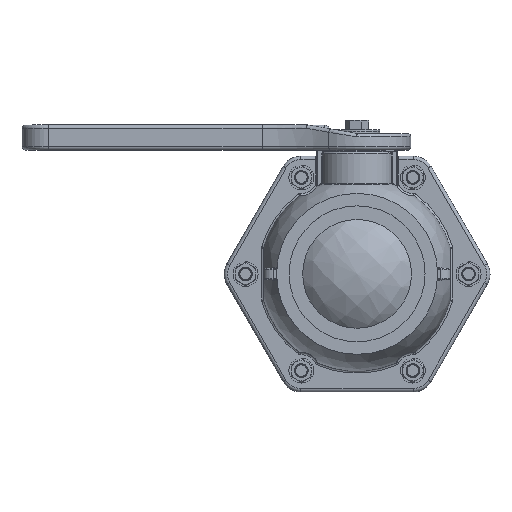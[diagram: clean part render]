
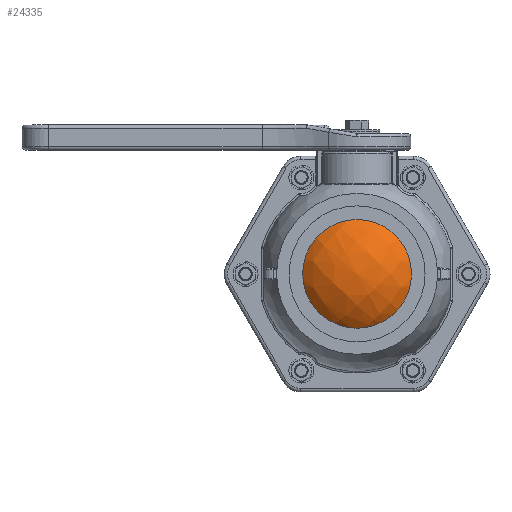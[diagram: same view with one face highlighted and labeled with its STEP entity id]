
A CAD part, top view. The second image highlights one B-rep face of the part: STEP entity #24335.
In plain terms, the highlighted free-form (B-spline) face has degree [2, 2] with [5, 9] control points.
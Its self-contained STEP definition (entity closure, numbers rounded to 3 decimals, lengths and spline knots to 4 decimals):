
#29=(
BOUNDED_SURFACE()
B_SPLINE_SURFACE(2,2,((#58859,#58860,#58861,#58862,#58863,#58864,#58865,
#58866,#58867),(#58868,#58869,#58870,#58871,#58872,#58873,#58874,#58875,
#58876),(#58877,#58878,#58879,#58880,#58881,#58882,#58883,#58884,#58885),
(#58886,#58887,#58888,#58889,#58890,#58891,#58892,#58893,#58894),(#58895,
#58896,#58897,#58898,#58899,#58900,#58901,#58902,#58903)),.UNSPECIFIED.,
 .F.,.T.,.F.)
B_SPLINE_SURFACE_WITH_KNOTS((3,2,3),(3,2,2,2,3),(-0.8086,0.,
0.8086),(0.,1.5708,3.1416,4.7124,
6.2832),.UNSPECIFIED.)
GEOMETRIC_REPRESENTATION_ITEM()
RATIONAL_B_SPLINE_SURFACE(((1.,0.707,1.,0.707,1.,
0.707,1.,0.707,1.),(0.919,0.65,
0.919,0.65,0.919,0.65,
0.919,0.65,0.919),(1.,0.707,
1.,0.707,1.,0.707,1.,0.707,1.),(0.919,
0.65,0.919,0.65,0.919,
0.65,0.919,0.65,0.919),
(1.,0.707,1.,0.707,1.,0.707,1.,0.707,
1.)))
REPRESENTATION_ITEM('')
SURFACE()
);
#486=ELLIPSE('',#26654,2.3555,2.3525);
#943=B_SPLINE_CURVE_WITH_KNOTS('',3,(#58909,#58910,#58911,#58912),
 .UNSPECIFIED.,.F.,.F.,(4,4),(0.0506,1.6851),
 .UNSPECIFIED.);
#944=B_SPLINE_CURVE_WITH_KNOTS('',3,(#58914,#58915,#58916,#58917,#58918,
#58919),.UNSPECIFIED.,.F.,.F.,(4,2,4),(0.0525,1.8621,
3.6717),.UNSPECIFIED.);
#945=B_SPLINE_CURVE_WITH_KNOTS('',3,(#58921,#58922,#58923,#58924),
 .UNSPECIFIED.,.F.,.F.,(4,4),(0.0506,1.6851),
 .UNSPECIFIED.);
#946=B_SPLINE_CURVE_WITH_KNOTS('',3,(#58925,#58926,#58927,#58928,#58929,
#58930),.UNSPECIFIED.,.F.,.F.,(4,2,4),(0.0525,1.8621,
3.6717),.UNSPECIFIED.);
#1566=FACE_BOUND('',#4320,.T.);
#2807=FACE_OUTER_BOUND('',#4319,.T.);
#4319=EDGE_LOOP('',(#19040,#19041,#19042,#19043));
#4320=EDGE_LOOP('',(#19044,#19045,#19046,#19047));
#5859=CIRCLE('',#26650,1.6266);
#5863=CIRCLE('',#26655,1.6266);
#10993=VERTEX_POINT('',#58852);
#10996=VERTEX_POINT('',#58904);
#10997=VERTEX_POINT('',#58907);
#10998=VERTEX_POINT('',#58908);
#10999=VERTEX_POINT('',#58913);
#11000=VERTEX_POINT('',#58920);
#13874=EDGE_CURVE('',#10993,#10993,#5859,.T.);
#13878=EDGE_CURVE('',#10996,#10993,#486,.T.);
#13879=EDGE_CURVE('',#10996,#10996,#5863,.T.);
#13880=EDGE_CURVE('',#10997,#10998,#943,.T.);
#13881=EDGE_CURVE('',#10999,#10997,#944,.T.);
#13882=EDGE_CURVE('',#11000,#10999,#945,.T.);
#13883=EDGE_CURVE('',#10998,#11000,#946,.T.);
#19040=ORIENTED_EDGE('',*,*,#13878,.F.);
#19041=ORIENTED_EDGE('',*,*,#13879,.T.);
#19042=ORIENTED_EDGE('',*,*,#13878,.T.);
#19043=ORIENTED_EDGE('',*,*,#13874,.F.);
#19044=ORIENTED_EDGE('',*,*,#13880,.F.);
#19045=ORIENTED_EDGE('',*,*,#13881,.F.);
#19046=ORIENTED_EDGE('',*,*,#13882,.F.);
#19047=ORIENTED_EDGE('',*,*,#13883,.F.);
#24335=ADVANCED_FACE('',(#2807,#1566),#29,.F.);
#26650=AXIS2_PLACEMENT_3D('',#58853,#30492,#30493);
#26654=AXIS2_PLACEMENT_3D('',#58905,#30500,#30501);
#26655=AXIS2_PLACEMENT_3D('',#58906,#30502,#30503);
#30492=DIRECTION('center_axis',(-1.,0.,0.));
#30493=DIRECTION('ref_axis',(0.,0.,1.));
#30500=DIRECTION('center_axis',(0.,1.,0.));
#30501=DIRECTION('ref_axis',(0.,0.,-1.));
#30502=DIRECTION('center_axis',(-1.,0.,0.));
#30503=DIRECTION('ref_axis',(0.,0.,1.));
#58852=CARTESIAN_POINT('',(-1.7016,0.,-1.6266));
#58853=CARTESIAN_POINT('Origin',(-1.7016,0.,0.));
#58859=CARTESIAN_POINT('Ctrl Pts',(1.7016,0.,-1.6266));
#58860=CARTESIAN_POINT('Ctrl Pts',(1.7016,-1.6266,-1.6266));
#58861=CARTESIAN_POINT('Ctrl Pts',(1.7016,-1.6266,0.));
#58862=CARTESIAN_POINT('Ctrl Pts',(1.7016,-1.6266,1.6266));
#58863=CARTESIAN_POINT('Ctrl Pts',(1.7016,0.,1.6266));
#58864=CARTESIAN_POINT('Ctrl Pts',(1.7016,1.6266,1.6266));
#58865=CARTESIAN_POINT('Ctrl Pts',(1.7016,1.6266,0.));
#58866=CARTESIAN_POINT('Ctrl Pts',(1.7016,1.6266,-1.6266));
#58867=CARTESIAN_POINT('Ctrl Pts',(1.7016,0.,-1.6266));
#58868=CARTESIAN_POINT('Ctrl Pts',(1.0065,0.,-2.3555));
#58869=CARTESIAN_POINT('Ctrl Pts',(1.0065,-2.3555,-2.3555));
#58870=CARTESIAN_POINT('Ctrl Pts',(1.0065,-2.3555,0.));
#58871=CARTESIAN_POINT('Ctrl Pts',(1.0065,-2.3555,2.3555));
#58872=CARTESIAN_POINT('Ctrl Pts',(1.0065,0.,2.3555));
#58873=CARTESIAN_POINT('Ctrl Pts',(1.0065,2.3555,2.3555));
#58874=CARTESIAN_POINT('Ctrl Pts',(1.0065,2.3555,0.));
#58875=CARTESIAN_POINT('Ctrl Pts',(1.0065,2.3555,-2.3555));
#58876=CARTESIAN_POINT('Ctrl Pts',(1.0065,0.,-2.3555));
#58877=CARTESIAN_POINT('Ctrl Pts',(0.,0.,-2.3555));
#58878=CARTESIAN_POINT('Ctrl Pts',(0.,-2.3555,-2.3555));
#58879=CARTESIAN_POINT('Ctrl Pts',(0.,-2.3555,0.));
#58880=CARTESIAN_POINT('Ctrl Pts',(0.,-2.3555,2.3555));
#58881=CARTESIAN_POINT('Ctrl Pts',(0.,0.,2.3555));
#58882=CARTESIAN_POINT('Ctrl Pts',(0.,2.3555,2.3555));
#58883=CARTESIAN_POINT('Ctrl Pts',(0.,2.3555,0.));
#58884=CARTESIAN_POINT('Ctrl Pts',(0.,2.3555,-2.3555));
#58885=CARTESIAN_POINT('Ctrl Pts',(0.,0.,-2.3555));
#58886=CARTESIAN_POINT('Ctrl Pts',(-1.0065,0.,-2.3555));
#58887=CARTESIAN_POINT('Ctrl Pts',(-1.0065,-2.3555,
-2.3555));
#58888=CARTESIAN_POINT('Ctrl Pts',(-1.0065,-2.3555,
0.));
#58889=CARTESIAN_POINT('Ctrl Pts',(-1.0065,-2.3555,
2.3555));
#58890=CARTESIAN_POINT('Ctrl Pts',(-1.0065,0.,2.3555));
#58891=CARTESIAN_POINT('Ctrl Pts',(-1.0065,2.3555,2.3555));
#58892=CARTESIAN_POINT('Ctrl Pts',(-1.0065,2.3555,0.));
#58893=CARTESIAN_POINT('Ctrl Pts',(-1.0065,2.3555,-2.3555));
#58894=CARTESIAN_POINT('Ctrl Pts',(-1.0065,0.,-2.3555));
#58895=CARTESIAN_POINT('Ctrl Pts',(-1.7016,0.,-1.6266));
#58896=CARTESIAN_POINT('Ctrl Pts',(-1.7016,-1.6266,-1.6266));
#58897=CARTESIAN_POINT('Ctrl Pts',(-1.7016,-1.6266,0.));
#58898=CARTESIAN_POINT('Ctrl Pts',(-1.7016,-1.6266,1.6266));
#58899=CARTESIAN_POINT('Ctrl Pts',(-1.7016,0.,1.6266));
#58900=CARTESIAN_POINT('Ctrl Pts',(-1.7016,1.6266,1.6266));
#58901=CARTESIAN_POINT('Ctrl Pts',(-1.7016,1.6266,0.));
#58902=CARTESIAN_POINT('Ctrl Pts',(-1.7016,1.6266,-1.6266));
#58903=CARTESIAN_POINT('Ctrl Pts',(-1.7016,0.,-1.6266));
#58904=CARTESIAN_POINT('',(1.7016,0.,-1.6266));
#58905=CARTESIAN_POINT('Origin',(0.,0.,0.));
#58906=CARTESIAN_POINT('Origin',(1.7016,0.,0.));
#58907=CARTESIAN_POINT('',(-0.32,2.2261,0.7));
#58908=CARTESIAN_POINT('',(0.32,2.2261,0.7));
#58909=CARTESIAN_POINT('Ctrl Pts',(-0.32,2.2261,0.7));
#58910=CARTESIAN_POINT('Ctrl Pts',(-0.1078,2.2567,
0.7));
#58911=CARTESIAN_POINT('Ctrl Pts',(0.1078,2.2567,0.7));
#58912=CARTESIAN_POINT('Ctrl Pts',(0.32,2.2261,0.7));
#58913=CARTESIAN_POINT('',(-0.32,2.2261,-0.7));
#58914=CARTESIAN_POINT('Ctrl Pts',(-0.32,2.2261,-0.7));
#58915=CARTESIAN_POINT('Ctrl Pts',(-0.32,2.2974,-0.4735));
#58916=CARTESIAN_POINT('Ctrl Pts',(-0.32,2.3336,-0.2375));
#58917=CARTESIAN_POINT('Ctrl Pts',(-0.32,2.3336,0.2375));
#58918=CARTESIAN_POINT('Ctrl Pts',(-0.32,2.2974,0.4735));
#58919=CARTESIAN_POINT('Ctrl Pts',(-0.32,2.2261,0.7));
#58920=CARTESIAN_POINT('',(0.32,2.2261,-0.7));
#58921=CARTESIAN_POINT('Ctrl Pts',(0.32,2.2261,-0.7));
#58922=CARTESIAN_POINT('Ctrl Pts',(0.1078,2.2567,-0.7));
#58923=CARTESIAN_POINT('Ctrl Pts',(-0.1078,2.2567,
-0.7));
#58924=CARTESIAN_POINT('Ctrl Pts',(-0.32,2.2261,-0.7));
#58925=CARTESIAN_POINT('Ctrl Pts',(0.32,2.2261,0.7));
#58926=CARTESIAN_POINT('Ctrl Pts',(0.32,2.2974,0.4735));
#58927=CARTESIAN_POINT('Ctrl Pts',(0.32,2.3336,0.2375));
#58928=CARTESIAN_POINT('Ctrl Pts',(0.32,2.3336,-0.2375));
#58929=CARTESIAN_POINT('Ctrl Pts',(0.32,2.2974,-0.4735));
#58930=CARTESIAN_POINT('Ctrl Pts',(0.32,2.2261,-0.7));
